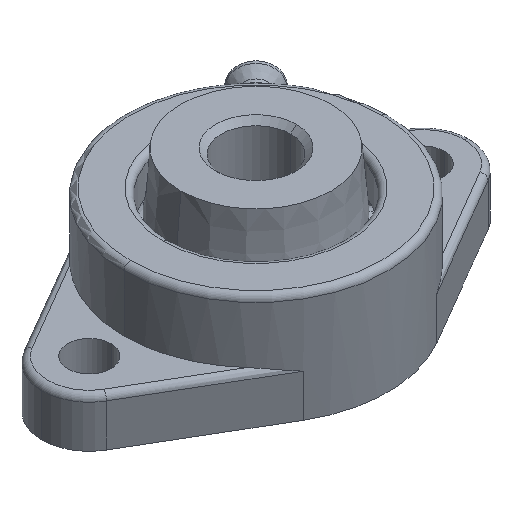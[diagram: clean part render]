
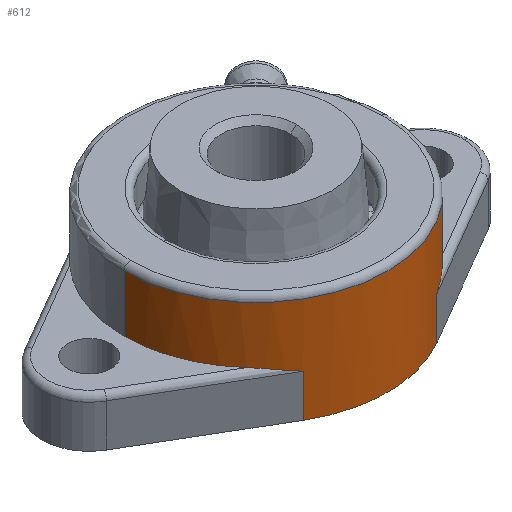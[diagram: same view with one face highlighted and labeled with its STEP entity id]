
A CAD part, isometric view. The second image highlights one B-rep face of the part: STEP entity #612.
In plain terms, the highlighted cylindrical face has radius 30.163 mm (diameter 60.325 mm), a partial arc.
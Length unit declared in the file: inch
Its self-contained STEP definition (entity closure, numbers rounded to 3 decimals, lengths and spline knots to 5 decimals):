
#72 = AXIS2_PLACEMENT_3D ( 'NONE', #432, #442, #443 ) ;
#206 = VERTEX_POINT ( 'NONE', #1186 ) ;
#213 = VERTEX_POINT ( 'NONE', #1176 ) ;
#215 = VERTEX_POINT ( 'NONE', #1174 ) ;
#226 = VERTEX_POINT ( 'NONE', #1163 ) ;
#241 = VERTEX_POINT ( 'NONE', #1229 ) ;
#246 = VERTEX_POINT ( 'NONE', #1195 ) ;
#265 = VERTEX_POINT ( 'NONE', #1198 ) ;
#270 = VERTEX_POINT ( 'NONE', #1155 ) ;
#272 = VERTEX_POINT ( 'NONE', #1181 ) ;
#275 = VERTEX_POINT ( 'NONE', #607 ) ;
#283 = B_SPLINE_CURVE_WITH_KNOTS ( 'NONE', 3,
 ( #446, #450, #451, #452, #453, #454, #455, #456 ),
 .UNSPECIFIED., .F., .F.,
 ( 4, 2, 2, 4 ),
 ( 0., 0.00233, 0.00466, 0.00932 ),
 .UNSPECIFIED. ) ;
#286 = B_SPLINE_CURVE_WITH_KNOTS ( 'NONE', 3,
 ( #449, #461, #462, #463, #464, #465, #466, #467, #468, #469, #470, #471 ),
 .UNSPECIFIED., .F., .F.,
 ( 4, 2, 2, 2, 2, 4 ),
 ( -0.00003, 0.00113, 0.00229, 0.00461, 0.00693, 0.00925 ),
 .UNSPECIFIED. ) ;
#310 = AXIS2_PLACEMENT_3D ( 'NONE', #441, #447, #448 ) ;
#311 = AXIS2_PLACEMENT_3D ( 'NONE', #472, #473, #474 ) ;
#432 = CARTESIAN_POINT ( 'NONE',  ( 0., 0., 0. ) ) ;
#436 = CARTESIAN_POINT ( 'NONE',  ( 0., 0., 0.94531 ) ) ;
#439 = CARTESIAN_POINT ( 'NONE',  ( -0.59993, -1.02481, 0.4375 ) ) ;
#440 = DIRECTION ( 'NONE',  ( 0., 0., -1. ) ) ;
#441 = CARTESIAN_POINT ( 'NONE',  ( 0., 0., 0.4375 ) ) ;
#442 = DIRECTION ( 'NONE',  ( 0., 0., -1. ) ) ;
#443 = DIRECTION ( 'NONE',  ( -1., 0., 0. ) ) ;
#444 = DIRECTION ( 'NONE',  ( 0., 0., -1. ) ) ;
#445 = DIRECTION ( 'NONE',  ( 1., 0., 0. ) ) ;
#446 = CARTESIAN_POINT ( 'NONE',  ( -0.87972, -0.79765, 0.4375 ) ) ;
#447 = DIRECTION ( 'NONE',  ( 0., 0., -1. ) ) ;
#448 = DIRECTION ( 'NONE',  ( 1., 0., 0. ) ) ;
#449 = CARTESIAN_POINT ( 'NONE',  ( 0.59993, -1.02481, 0.38281 ) ) ;
#450 = CARTESIAN_POINT ( 'NONE',  ( -0.8591, -0.82039, 0.4375 ) ) ;
#451 = CARTESIAN_POINT ( 'NONE',  ( -0.83774, -0.84218, 0.43528 ) ) ;
#452 = CARTESIAN_POINT ( 'NONE',  ( -0.79349, -0.884, 0.42854 ) ) ;
#453 = CARTESIAN_POINT ( 'NONE',  ( -0.77067, -0.90395, 0.42398 ) ) ;
#454 = CARTESIAN_POINT ( 'NONE',  ( -0.70063, -0.96067, 0.40848 ) ) ;
#455 = CARTESIAN_POINT ( 'NONE',  ( -0.65156, -0.99459, 0.39565 ) ) ;
#456 = CARTESIAN_POINT ( 'NONE',  ( -0.59993, -1.02481, 0.38281 ) ) ;
#458 = CARTESIAN_POINT ( 'NONE',  ( 0.59993, -1.02481, 0.4375 ) ) ;
#459 = DIRECTION ( 'NONE',  ( 0., 0., -1. ) ) ;
#461 = CARTESIAN_POINT ( 'NONE',  ( 0.61278, -1.01729, 0.38601 ) ) ;
#462 = CARTESIAN_POINT ( 'NONE',  ( 0.6256, -1.00945, 0.38923 ) ) ;
#463 = CARTESIAN_POINT ( 'NONE',  ( 0.65079, -0.99341, 0.39556 ) ) ;
#464 = CARTESIAN_POINT ( 'NONE',  ( 0.66322, -0.98515, 0.39869 ) ) ;
#465 = CARTESIAN_POINT ( 'NONE',  ( 0.70005, -0.95968, 0.40784 ) ) ;
#466 = CARTESIAN_POINT ( 'NONE',  ( 0.72397, -0.94176, 0.41365 ) ) ;
#467 = CARTESIAN_POINT ( 'NONE',  ( 0.77067, -0.90395, 0.42398 ) ) ;
#468 = CARTESIAN_POINT ( 'NONE',  ( 0.79349, -0.884, 0.42854 ) ) ;
#469 = CARTESIAN_POINT ( 'NONE',  ( 0.83774, -0.84218, 0.43528 ) ) ;
#470 = CARTESIAN_POINT ( 'NONE',  ( 0.8591, -0.82039, 0.4375 ) ) ;
#471 = CARTESIAN_POINT ( 'NONE',  ( 0.87972, -0.79765, 0.4375 ) ) ;
#472 = CARTESIAN_POINT ( 'NONE',  ( 0., 0., 0.4375 ) ) ;
#473 = DIRECTION ( 'NONE',  ( 0., 0., -1. ) ) ;
#474 = DIRECTION ( 'NONE',  ( -1., 0., 0. ) ) ;
#563 = CARTESIAN_POINT ( 'NONE',  ( 0., 0., 0. ) ) ;
#565 = DIRECTION ( 'NONE',  ( -1., 0., 0. ) ) ;
#568 = DIRECTION ( 'NONE',  ( 0., 0., -1. ) ) ;
#607 = CARTESIAN_POINT ( 'NONE',  ( 1.1875, 0., 0.4375 ) ) ;
#612 = ADVANCED_FACE ( 'NONE', ( #1588 ), #1434, .T. ) ;
#698 = EDGE_CURVE ( 'NONE', #215, #241, #1454, .T. ) ;
#804 = CARTESIAN_POINT ( 'NONE',  ( -1.1875, 0., 0. ) ) ;
#812 = DIRECTION ( 'NONE',  ( 0., 0., -1. ) ) ;
#844 = VECTOR ( 'NONE', #459, 39.37008 ) ;
#855 = CIRCLE ( 'NONE', #311, 1.1875 ) ;
#863 = CIRCLE ( 'NONE', #310, 1.1875 ) ;
#876 = LINE ( 'NONE', #458, #844 ) ;
#892 = LINE ( 'NONE', #439, #941 ) ;
#941 = VECTOR ( 'NONE', #440, 39.37008 ) ;
#947 = CIRCLE ( 'NONE', #72, 1.1875 ) ;
#971 = CIRCLE ( 'NONE', #2432, 1.1875 ) ;
#1025 = CARTESIAN_POINT ( 'NONE',  ( 1.1875, 0., 0. ) ) ;
#1033 = DIRECTION ( 'NONE',  ( 0., 0., -1. ) ) ;
#1155 = CARTESIAN_POINT ( 'NONE',  ( -0.87972, -0.79765, 0.4375 ) ) ;
#1163 = CARTESIAN_POINT ( 'NONE',  ( -0.59993, -1.02481, 0.38281 ) ) ;
#1174 = CARTESIAN_POINT ( 'NONE',  ( -1.1875, 0., 0.94531 ) ) ;
#1176 = CARTESIAN_POINT ( 'NONE',  ( 0.59993, -1.02481, 0. ) ) ;
#1181 = CARTESIAN_POINT ( 'NONE',  ( 0.59993, -1.02481, 0.38281 ) ) ;
#1186 = CARTESIAN_POINT ( 'NONE',  ( 1.1875, 0., 0.94531 ) ) ;
#1195 = CARTESIAN_POINT ( 'NONE',  ( -0.59993, -1.02481, 0. ) ) ;
#1198 = CARTESIAN_POINT ( 'NONE',  ( 0.87972, -0.79765, 0.4375 ) ) ;
#1229 = CARTESIAN_POINT ( 'NONE',  ( -1.1875, 0., 0.4375 ) ) ;
#1419 = ORIENTED_EDGE ( 'NONE', *, *, #1923, .T. ) ;
#1434 = CYLINDRICAL_SURFACE ( 'NONE', #1967, 1.1875 ) ;
#1441 = ORIENTED_EDGE ( 'NONE', *, *, #1922, .F. ) ;
#1444 = ORIENTED_EDGE ( 'NONE', *, *, #1921, .T. ) ;
#1454 = LINE ( 'NONE', #804, #1752 ) ;
#1475 = ORIENTED_EDGE ( 'NONE', *, *, #1917, .T. ) ;
#1554 = ORIENTED_EDGE ( 'NONE', *, *, #1918, .F. ) ;
#1588 = FACE_OUTER_BOUND ( 'NONE', #2160, .T. ) ;
#1614 = ORIENTED_EDGE ( 'NONE', *, *, #1924, .F. ) ;
#1622 = ORIENTED_EDGE ( 'NONE', *, *, #698, .T. ) ;
#1626 = ORIENTED_EDGE ( 'NONE', *, *, #1920, .F. ) ;
#1685 = ORIENTED_EDGE ( 'NONE', *, *, #1793, .F. ) ;
#1686 = LINE ( 'NONE', #1025, #1748 ) ;
#1703 = ORIENTED_EDGE ( 'NONE', *, *, #1919, .T. ) ;
#1748 = VECTOR ( 'NONE', #1033, 39.37008 ) ;
#1752 = VECTOR ( 'NONE', #812, 39.37008 ) ;
#1793 = EDGE_CURVE ( 'NONE', #206, #275, #1686, .T. ) ;
#1917 = EDGE_CURVE ( 'NONE', #226, #246, #892, .T. ) ;
#1918 = EDGE_CURVE ( 'NONE', #213, #246, #947, .T. ) ;
#1919 = EDGE_CURVE ( 'NONE', #206, #215, #971, .T. ) ;
#1920 = EDGE_CURVE ( 'NONE', #270, #241, #863, .T. ) ;
#1921 = EDGE_CURVE ( 'NONE', #270, #226, #283, .T. ) ;
#1922 = EDGE_CURVE ( 'NONE', #272, #213, #876, .T. ) ;
#1923 = EDGE_CURVE ( 'NONE', #272, #265, #286, .T. ) ;
#1924 = EDGE_CURVE ( 'NONE', #275, #265, #855, .T. ) ;
#1967 = AXIS2_PLACEMENT_3D ( 'NONE', #563, #568, #565 ) ;
#2160 = EDGE_LOOP ( 'NONE', ( #1685, #1703, #1622, #1626, #1444, #1475, #1554, #1441, #1419, #1614 ) ) ;
#2432 = AXIS2_PLACEMENT_3D ( 'NONE', #436, #444, #445 ) ;
